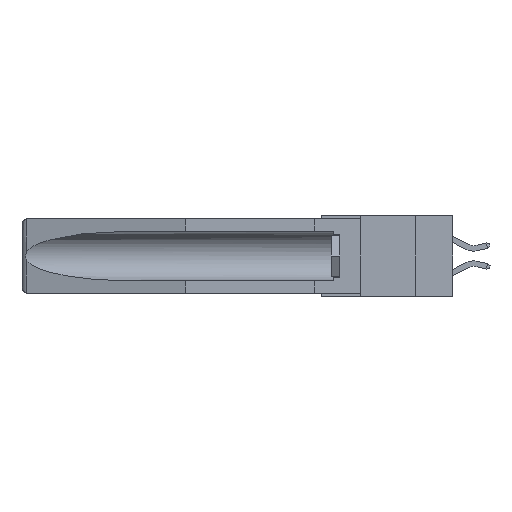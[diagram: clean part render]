
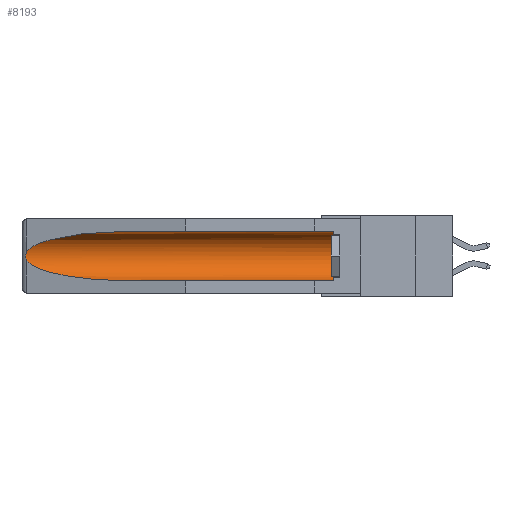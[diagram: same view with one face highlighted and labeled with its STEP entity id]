
A CAD part, left-side view. The second image highlights one B-rep face of the part: STEP entity #8193.
In plain terms, the highlighted cylindrical face has radius 2.857 mm (diameter 5.715 mm), a partial arc.
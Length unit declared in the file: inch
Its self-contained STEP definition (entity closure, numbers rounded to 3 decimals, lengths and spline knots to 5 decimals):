
#555 = VERTEX_POINT ( 'NONE', #29494 ) ;
#763 = ORIENTED_EDGE ( 'NONE', *, *, #16951, .T. ) ;
#1023 = CARTESIAN_POINT ( 'NONE',  ( 0.155, 0.126, -0.284 ) ) ;
#1201 = CARTESIAN_POINT ( 'NONE',  ( 0.21114, 1.30732, -0.059 ) ) ;
#1292 = CARTESIAN_POINT ( 'NONE',  ( 0.155, 1.07973, -0.059 ) ) ;
#1589 = CARTESIAN_POINT ( 'NONE',  ( 0.26537, 1.52718, -0.14972 ) ) ;
#2088 = VERTEX_POINT ( 'NONE', #12187 ) ;
#2871 = VECTOR ( 'NONE', #23905, 39.37008 ) ;
#3575 = LINE ( 'NONE', #19202, #2871 ) ;
#3668 = CARTESIAN_POINT ( 'NONE',  ( 0.2675, 1.53308, -0.17534 ) ) ;
#3782 = EDGE_CURVE ( 'NONE', #19281, #555, #3575, .T. ) ;
#5090 = VERTEX_POINT ( 'NONE', #6022 ) ;
#5848 = CARTESIAN_POINT ( 'NONE',  ( 0.2673, 1.5327, -0.16383 ) ) ;
#5939 = CARTESIAN_POINT ( 'NONE',  ( 0.26655, 1.53094, -0.18657 ) ) ;
#6022 = CARTESIAN_POINT ( 'NONE',  ( 0.26537, 1.52718, -0.14972 ) ) ;
#8193 = ADVANCED_FACE ( 'NONE', ( #25302 ), #23138, .F. ) ;
#8783 = CARTESIAN_POINT ( 'NONE',  ( 0.155, 0.126, -0.059 ) ) ;
#8825 = DIRECTION ( 'NONE',  ( 0., 0., 1. ) ) ;
#8960 = EDGE_CURVE ( 'NONE', #18046, #5090, #28185, .T. ) ;
#8997 = EDGE_CURVE ( 'NONE', #5090, #2088, #27599, .T. ) ;
#9353 = EDGE_LOOP ( 'NONE', ( #21356, #11665, #22122, #27743, #763, #13562 ) ) ;
#9507 = VECTOR ( 'NONE', #17505, 39.37008 ) ;
#9805 = CARTESIAN_POINT ( 'NONE',  ( 0.155, 0.126, -0.1715 ) ) ;
#10651 = CARTESIAN_POINT ( 'NONE',  ( 0.2675, 1.53308, -0.16763 ) ) ;
#11665 = ORIENTED_EDGE ( 'NONE', *, *, #8997, .T. ) ;
#12187 = CARTESIAN_POINT ( 'NONE',  ( 0.26537, 1.52718, -0.19328 ) ) ;
#12830 = CARTESIAN_POINT ( 'NONE',  ( 0.2673, 1.53269, -0.17917 ) ) ;
#13304 = CARTESIAN_POINT ( 'NONE',  ( 0.155, -0.30754, -0.1715 ) ) ;
#13562 = ORIENTED_EDGE ( 'NONE', *, *, #29286, .T. ) ;
#13665 = VERTEX_POINT ( 'NONE', #8783 ) ;
#16262 = AXIS2_PLACEMENT_3D ( 'NONE', #9805, #25815, #16809 ) ;
#16809 = DIRECTION ( 'NONE',  ( 0., 0., 1. ) ) ;
#16951 = EDGE_CURVE ( 'NONE', #19281, #13665, #24740, .T. ) ;
#17505 = DIRECTION ( 'NONE',  ( 0., 1., 0. ) ) ;
#17928 = DIRECTION ( 'NONE',  ( 0., 1., 0. ) ) ;
#18046 = VERTEX_POINT ( 'NONE', #19788 ) ;
#18589 = CARTESIAN_POINT ( 'NONE',  ( 0.26537, 1.52718, -0.19328 ) ) ;
#19202 = CARTESIAN_POINT ( 'NONE',  ( 0.155, -0.30754, -0.284 ) ) ;
#19281 = VERTEX_POINT ( 'NONE', #1023 ) ;
#19355 = AXIS2_PLACEMENT_3D ( 'NONE', #13304, #17928, #8825 ) ;
#19435 = CARTESIAN_POINT ( 'NONE',  ( 0.26537, 1.52718, -0.14972 ) ) ;
#19532 = CARTESIAN_POINT ( 'NONE',  ( 0.26597, 1.52961, -0.15275 ) ) ;
#19734 = CARTESIAN_POINT ( 'NONE',  ( 0.26537, 1.52718, -0.19328 ) ) ;
#19788 = CARTESIAN_POINT ( 'NONE',  ( 0.155, 1.07973, -0.059 ) ) ;
#19838 = CARTESIAN_POINT ( 'NONE',  ( 0.25451, 1.48313, -0.09465 ) ) ;
#20232 = LINE ( 'NONE', #22077, #9507 ) ;
#20908 = CARTESIAN_POINT ( 'NONE',  ( 0.155, 1.07973, -0.284 ) ) ;
#21356 = ORIENTED_EDGE ( 'NONE', *, *, #8960, .T. ) ;
#22077 = CARTESIAN_POINT ( 'NONE',  ( 0.155, -0.30754, -0.059 ) ) ;
#22122 = ORIENTED_EDGE ( 'NONE', *, *, #24335, .T. ) ;
#23138 = CYLINDRICAL_SURFACE ( 'NONE', #19355, 0.1125 ) ;
#23905 = DIRECTION ( 'NONE',  ( 0., 1., 0. ) ) ;
#23940 = CARTESIAN_POINT ( 'NONE',  ( 0.26597, 1.5296, -0.19026 ) ) ;
#24335 = EDGE_CURVE ( 'NONE', #2088, #555, #28557, .T. ) ;
#24740 = CIRCLE ( 'NONE', #16262, 0.1125 ) ;
#25170 = CARTESIAN_POINT ( 'NONE',  ( 0.25451, 1.48313, -0.24835 ) ) ;
#25302 = FACE_OUTER_BOUND ( 'NONE', #9353, .T. ) ;
#25815 = DIRECTION ( 'NONE',  ( 0., -1., 0. ) ) ;
#26532 = CARTESIAN_POINT ( 'NONE',  ( 0.26654, 1.53092, -0.15636 ) ) ;
#27559 = CARTESIAN_POINT ( 'NONE',  ( 0.21114, 1.30732, -0.284 ) ) ;
#27599 = B_SPLINE_CURVE_WITH_KNOTS ( 'NONE', 3,
 ( #19435, #19532, #26532, #5848, #10651, #3668, #12830, #5939, #23940, #19734 ),
 .UNSPECIFIED., .F., .F.,
 ( 4, 2, 2, 2, 4 ),
 ( 0., 0.00029, 0.00058, 0.00087, 0.00117 ),
 .UNSPECIFIED. ) ;
#27743 = ORIENTED_EDGE ( 'NONE', *, *, #3782, .F. ) ;
#28185 =( BOUNDED_CURVE ( )  B_SPLINE_CURVE ( 3, ( #1292, #1201, #19838, #1589 ),
 .UNSPECIFIED., .F., .F. ) 
 B_SPLINE_CURVE_WITH_KNOTS ( ( 4, 4 ),
 ( 4.71239, 6.08839 ),
 .UNSPECIFIED. ) 
 CURVE ( )  GEOMETRIC_REPRESENTATION_ITEM ( )  RATIONAL_B_SPLINE_CURVE ( ( 1., 0.848, 0.848, 1. ) ) 
 REPRESENTATION_ITEM ( '' )  );
#28557 =( BOUNDED_CURVE ( )  B_SPLINE_CURVE ( 3, ( #18589, #25170, #27559, #20908 ),
 .UNSPECIFIED., .F., .T. ) 
 B_SPLINE_CURVE_WITH_KNOTS ( ( 4, 4 ),
 ( 0.1948, 1.5708 ),
 .UNSPECIFIED. ) 
 CURVE ( )  GEOMETRIC_REPRESENTATION_ITEM ( )  RATIONAL_B_SPLINE_CURVE ( ( 1., 0.848, 0.848, 1. ) ) 
 REPRESENTATION_ITEM ( '' )  );
#29286 = EDGE_CURVE ( 'NONE', #13665, #18046, #20232, .T. ) ;
#29494 = CARTESIAN_POINT ( 'NONE',  ( 0.155, 1.07973, -0.284 ) ) ;
